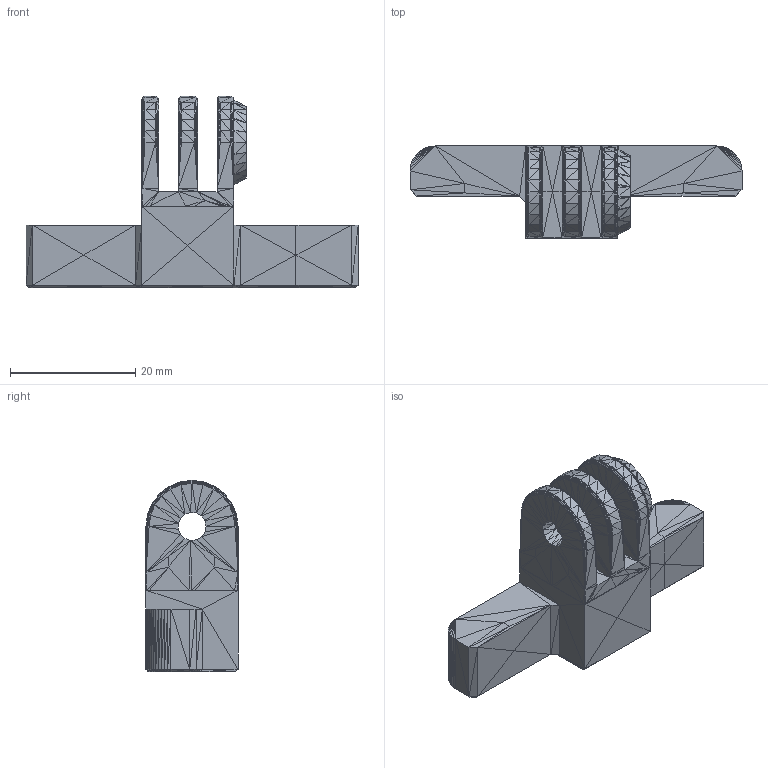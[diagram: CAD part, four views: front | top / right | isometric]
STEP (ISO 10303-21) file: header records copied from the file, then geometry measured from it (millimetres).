
FILE_DESCRIPTION(/* description */ (''),/* implementation_level */ '2;1');
FILE_NAME(/* name */ 'GOPRO_BRACKET_RPI.step',/* time_stamp */ '2024-09-17T19:01:18+02:00',/* author */ (''),/* organization */ (''),/* preprocessor_version */ 'ST-DEVELOPER v20',/* originating_system */ 'Autodesk Translation Framework v13.14.0.145',/* authorisation */ '');
FILE_SCHEMA (('AUTOMOTIVE_DESIGN { 1 0 10303 214 3 1 1 }'));
Length unit declared in the file: millimetre
Products named in the file (1): WALL_BRACKET_M4_GOPRO
Bounding box: 53 x 14.71 x 30.55 mm (x, y, z)
Volume: 6896.4 mm3; surface area: 4752.9 mm2
Topology: 1 solids, 1 shells, 1753 faces, 2632 edges, 875 vertices
Faces by surface type: plane 1753
Entity records: 34239 total; most frequent: DIRECTION 6140, ORIENTED_EDGE 5264, CARTESIAN_POINT 5261, LINE 2632, VECTOR 2632, EDGE_CURVE 2632, AXIS2_PLACEMENT_3D 1754, FACE_OUTER_BOUND 1753
